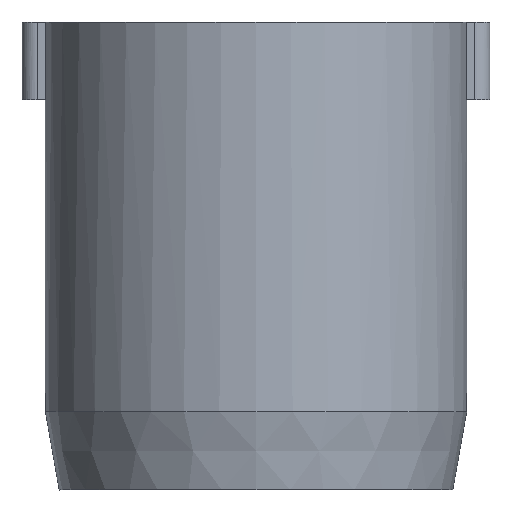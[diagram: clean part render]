
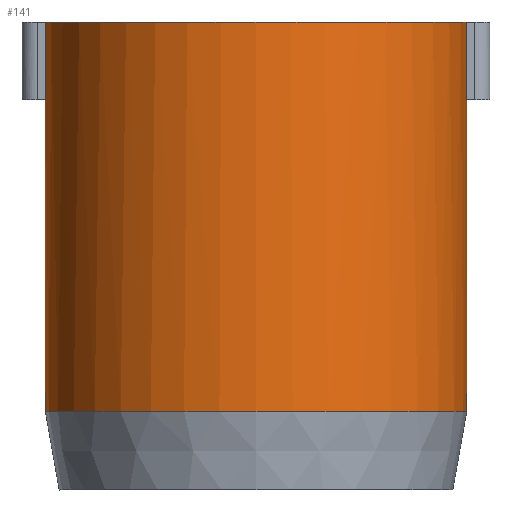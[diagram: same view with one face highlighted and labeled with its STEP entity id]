
A CAD part, front view. The second image highlights one B-rep face of the part: STEP entity #141.
In plain terms, the highlighted cylindrical face has radius 13.5 mm (diameter 27 mm), a partial arc.
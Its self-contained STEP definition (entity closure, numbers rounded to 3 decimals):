
#82=AXIS2_PLACEMENT_3D('Cylinder Axis2P3D',#79,#80,#81) ;
#95=AXIS2_PLACEMENT_3D('Circle Axis2P3D',#93,#94,$) ;
#109=AXIS2_PLACEMENT_3D('Circle Axis2P3D',#107,#108,$) ;
#114=AXIS2_PLACEMENT_3D('Circle Axis2P3D',#112,#113,$) ;
#128=AXIS2_PLACEMENT_3D('Circle Axis2P3D',#126,#127,$) ;
#36=CARTESIAN_POINT('Line Origine',(1.537,12.5,27.5)) ;
#40=CARTESIAN_POINT('Vertex',(1.537,12.5,30.)) ;
#42=CARTESIAN_POINT('Vertex',(1.537,12.5,25.)) ;
#79=CARTESIAN_POINT('Axis2P3D Location',(15.,13.5,0.)) ;
#84=CARTESIAN_POINT('Line Origine',(28.5,13.5,0.)) ;
#88=CARTESIAN_POINT('Vertex',(28.5,13.5,25.)) ;
#90=CARTESIAN_POINT('Vertex',(28.5,13.5,5.)) ;
#93=CARTESIAN_POINT('Axis2P3D Location',(15.,13.5,25.)) ;
#97=CARTESIAN_POINT('Vertex',(28.463,12.5,25.)) ;
#100=CARTESIAN_POINT('Line Origine',(28.463,12.5,0.)) ;
#104=CARTESIAN_POINT('Vertex',(28.463,12.5,30.)) ;
#107=CARTESIAN_POINT('Axis2P3D Location',(15.,13.5,30.)) ;
#112=CARTESIAN_POINT('Axis2P3D Location',(15.,13.5,25.)) ;
#116=CARTESIAN_POINT('Vertex',(1.5,13.5,25.)) ;
#119=CARTESIAN_POINT('Line Origine',(1.5,13.5,0.)) ;
#123=CARTESIAN_POINT('Vertex',(1.5,13.5,5.)) ;
#126=CARTESIAN_POINT('Axis2P3D Location',(15.,13.5,5.)) ;
#37=DIRECTION('Vector Direction',(0.,0.,-1.)) ;
#80=DIRECTION('Axis2P3D Direction',(0.,0.,1.)) ;
#81=DIRECTION('Axis2P3D XDirection',(1.,0.,0.)) ;
#85=DIRECTION('Vector Direction',(0.,0.,1.)) ;
#94=DIRECTION('Axis2P3D Direction',(0.,0.,1.)) ;
#101=DIRECTION('Vector Direction',(0.,0.,1.)) ;
#108=DIRECTION('Axis2P3D Direction',(0.,0.,1.)) ;
#113=DIRECTION('Axis2P3D Direction',(0.,0.,1.)) ;
#120=DIRECTION('Vector Direction',(0.,0.,1.)) ;
#127=DIRECTION('Axis2P3D Direction',(0.,0.,1.)) ;
#38=VECTOR('Line Direction',#37,1.) ;
#86=VECTOR('Line Direction',#85,1.) ;
#102=VECTOR('Line Direction',#101,1.) ;
#121=VECTOR('Line Direction',#120,1.) ;
#132=ORIENTED_EDGE('',*,*,#92,.F.) ;
#133=ORIENTED_EDGE('',*,*,#99,.F.) ;
#134=ORIENTED_EDGE('',*,*,#106,.T.) ;
#135=ORIENTED_EDGE('',*,*,#111,.T.) ;
#136=ORIENTED_EDGE('',*,*,#44,.T.) ;
#137=ORIENTED_EDGE('',*,*,#118,.F.) ;
#138=ORIENTED_EDGE('',*,*,#125,.F.) ;
#139=ORIENTED_EDGE('',*,*,#130,.F.) ;
#141=ADVANCED_FACE('2652470000_CABTITE BP 28MM PA',(#140),#83,.T.) ;
#96=CIRCLE('generated circle',#95,13.5) ;
#110=CIRCLE('generated circle',#109,13.5) ;
#115=CIRCLE('generated circle',#114,13.5) ;
#129=CIRCLE('generated circle',#128,13.5) ;
#83=CYLINDRICAL_SURFACE('generated cylinder',#82,13.5) ;
#44=EDGE_CURVE('',#41,#43,#39,.T.) ;
#92=EDGE_CURVE('',#89,#91,#87,.F.) ;
#99=EDGE_CURVE('',#98,#89,#96,.T.) ;
#106=EDGE_CURVE('',#98,#105,#103,.T.) ;
#111=EDGE_CURVE('',#105,#41,#110,.F.) ;
#118=EDGE_CURVE('',#117,#43,#115,.T.) ;
#125=EDGE_CURVE('',#124,#117,#122,.T.) ;
#130=EDGE_CURVE('',#91,#124,#129,.F.) ;
#131=EDGE_LOOP('',(#132,#133,#134,#135,#136,#137,#138,#139)) ;
#140=FACE_OUTER_BOUND('',#131,.T.) ;
#39=LINE('Line',#36,#38) ;
#87=LINE('Line',#84,#86) ;
#103=LINE('Line',#100,#102) ;
#122=LINE('Line',#119,#121) ;
#41=VERTEX_POINT('',#40) ;
#43=VERTEX_POINT('',#42) ;
#89=VERTEX_POINT('',#88) ;
#91=VERTEX_POINT('',#90) ;
#98=VERTEX_POINT('',#97) ;
#105=VERTEX_POINT('',#104) ;
#117=VERTEX_POINT('',#116) ;
#124=VERTEX_POINT('',#123) ;
